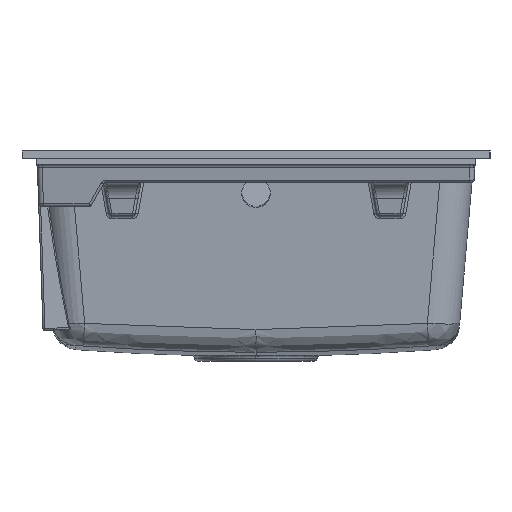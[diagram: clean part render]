
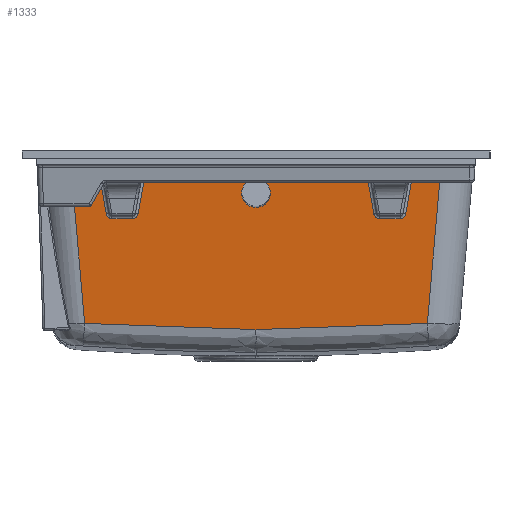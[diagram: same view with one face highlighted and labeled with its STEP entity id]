
A CAD part, left-side view. The second image highlights one B-rep face of the part: STEP entity #1333.
In plain terms, the highlighted planar face has unit normal (-0.996, 0, -0.087).
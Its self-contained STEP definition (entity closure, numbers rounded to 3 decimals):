
#378=FACE_BOUND('',#2610,.T.);
#379=FACE_BOUND('',#2611,.T.);
#784=B_SPLINE_CURVE_WITH_KNOTS('',3,(#16691,#16692,#16693,#16694),
 .UNSPECIFIED.,.F.,.F.,(4,4),(0.,1.),.UNSPECIFIED.);
#792=B_SPLINE_CURVE_WITH_KNOTS('',3,(#17132,#17133,#17134,#17135,#17136,
#17137),.UNSPECIFIED.,.F.,.F.,(4,2,4),(0.,0.5,1.),.UNSPECIFIED.);
#793=B_SPLINE_CURVE_WITH_KNOTS('',3,(#17150,#17151,#17152,#17153),
 .UNSPECIFIED.,.F.,.F.,(4,4),(0.,1.),.UNSPECIFIED.);
#1055=ELLIPSE('',#9566,6.023,6.);
#1056=ELLIPSE('',#9567,6.023,6.);
#1057=ELLIPSE('',#9568,6.023,6.);
#1058=ELLIPSE('',#9569,6.023,6.);
#1333=ADVANCED_FACE('',(#378,#379),#1757,.T.);
#1757=PLANE('',#9570);
#2610=EDGE_LOOP('',(#4559));
#2611=EDGE_LOOP('',(#4560,#4561,#4562,#4563,#4564,#4565,#4566,#4567,#4568,
#4569,#4570,#4571,#4572,#4573,#4574,#4575,#4576));
#3158=CIRCLE('',#9565,15.);
#4559=ORIENTED_EDGE('',*,*,#7665,.F.);
#4560=ORIENTED_EDGE('',*,*,#7666,.T.);
#4561=ORIENTED_EDGE('',*,*,#7667,.T.);
#4562=ORIENTED_EDGE('',*,*,#7668,.T.);
#4563=ORIENTED_EDGE('',*,*,#7669,.T.);
#4564=ORIENTED_EDGE('',*,*,#7670,.T.);
#4565=ORIENTED_EDGE('',*,*,#7671,.T.);
#4566=ORIENTED_EDGE('',*,*,#7672,.T.);
#4567=ORIENTED_EDGE('',*,*,#7673,.T.);
#4568=ORIENTED_EDGE('',*,*,#7650,.T.);
#4569=ORIENTED_EDGE('',*,*,#7657,.T.);
#4570=ORIENTED_EDGE('',*,*,#7674,.T.);
#4571=ORIENTED_EDGE('',*,*,#7675,.T.);
#4572=ORIENTED_EDGE('',*,*,#7676,.T.);
#4573=ORIENTED_EDGE('',*,*,#7677,.T.);
#4574=ORIENTED_EDGE('',*,*,#7678,.T.);
#4575=ORIENTED_EDGE('',*,*,#7679,.T.);
#4576=ORIENTED_EDGE('',*,*,#7680,.T.);
#6637=VERTEX_POINT('',#16533);
#6642=VERTEX_POINT('',#16578);
#6650=VERTEX_POINT('',#16690);
#6655=VERTEX_POINT('',#17128);
#6656=VERTEX_POINT('',#17130);
#6657=VERTEX_POINT('',#17131);
#6658=VERTEX_POINT('',#17138);
#6659=VERTEX_POINT('',#17140);
#6660=VERTEX_POINT('',#17142);
#6661=VERTEX_POINT('',#17144);
#6662=VERTEX_POINT('',#17146);
#6663=VERTEX_POINT('',#17148);
#6664=VERTEX_POINT('',#17154);
#6665=VERTEX_POINT('',#17156);
#6666=VERTEX_POINT('',#17158);
#6667=VERTEX_POINT('',#17160);
#6668=VERTEX_POINT('',#17162);
#6669=VERTEX_POINT('',#17164);
#7650=EDGE_CURVE('',#6637,#6642,#8585,.T.);
#7657=EDGE_CURVE('',#6642,#6650,#784,.T.);
#7665=EDGE_CURVE('',#6655,#6655,#3158,.T.);
#7666=EDGE_CURVE('',#6656,#6657,#8587,.T.);
#7667=EDGE_CURVE('',#6657,#6658,#792,.T.);
#7668=EDGE_CURVE('',#6658,#6659,#8588,.T.);
#7669=EDGE_CURVE('',#6659,#6660,#1055,.T.);
#7670=EDGE_CURVE('',#6660,#6661,#8589,.T.);
#7671=EDGE_CURVE('',#6661,#6662,#1056,.T.);
#7672=EDGE_CURVE('',#6662,#6663,#8590,.T.);
#7673=EDGE_CURVE('',#6663,#6637,#8591,.T.);
#7674=EDGE_CURVE('',#6650,#6664,#793,.T.);
#7675=EDGE_CURVE('',#6664,#6665,#8592,.T.);
#7676=EDGE_CURVE('',#6665,#6666,#8593,.T.);
#7677=EDGE_CURVE('',#6666,#6667,#8594,.T.);
#7678=EDGE_CURVE('',#6667,#6668,#1057,.T.);
#7679=EDGE_CURVE('',#6668,#6669,#8595,.T.);
#7680=EDGE_CURVE('',#6669,#6656,#1058,.T.);
#8585=LINE('',#16642,#8982);
#8587=LINE('',#17129,#8984);
#8588=LINE('',#17139,#8985);
#8589=LINE('',#17143,#8986);
#8590=LINE('',#17147,#8987);
#8591=LINE('',#17149,#8988);
#8592=LINE('',#17155,#8989);
#8593=LINE('',#17157,#8990);
#8594=LINE('',#17159,#8991);
#8595=LINE('',#17163,#8992);
#8982=VECTOR('',#11026,1.);
#8984=VECTOR('',#11036,1.);
#8985=VECTOR('',#11037,1.);
#8986=VECTOR('',#11040,1.);
#8987=VECTOR('',#11043,1.);
#8988=VECTOR('',#11044,1.);
#8989=VECTOR('',#11045,1.);
#8990=VECTOR('',#11046,1.);
#8991=VECTOR('',#11047,1.);
#8992=VECTOR('',#11050,1.);
#9565=AXIS2_PLACEMENT_3D('',#17127,#11034,#11035);
#9566=AXIS2_PLACEMENT_3D('',#17141,#11038,#11039);
#9567=AXIS2_PLACEMENT_3D('',#17145,#11041,#11042);
#9568=AXIS2_PLACEMENT_3D('',#17161,#11048,#11049);
#9569=AXIS2_PLACEMENT_3D('',#17165,#11051,#11052);
#9570=AXIS2_PLACEMENT_3D('',#17166,#11053,#11054);
#11026=DIRECTION('',(0.087,-0.087,-0.992));
#11034=DIRECTION('',(-0.996,0.,-0.087));
#11035=DIRECTION('',(-0.087,0.,0.996));
#11036=DIRECTION('',(-0.086,0.173,0.981));
#11037=DIRECTION('',(0.086,0.173,-0.981));
#11038=DIRECTION('',(0.996,0.,0.087));
#11039=DIRECTION('',(0.087,0.,-0.996));
#11040=DIRECTION('',(0.,1.,0.));
#11041=DIRECTION('',(0.996,0.,0.087));
#11042=DIRECTION('',(-0.087,0.,0.996));
#11043=DIRECTION('',(-0.086,0.173,0.981));
#11044=DIRECTION('',(0.,1.,0.));
#11045=DIRECTION('',(-0.087,-0.087,0.992));
#11046=DIRECTION('',(0.,1.,0.));
#11047=DIRECTION('',(0.086,0.173,-0.981));
#11048=DIRECTION('',(0.996,0.,0.087));
#11049=DIRECTION('',(0.087,0.,-0.996));
#11050=DIRECTION('',(0.,1.,0.));
#11051=DIRECTION('',(0.996,0.,0.087));
#11052=DIRECTION('',(-0.087,0.,0.996));
#11053=DIRECTION('',(-0.996,0.,-0.087));
#11054=DIRECTION('',(-0.087,0.,0.996));
#16533=CARTESIAN_POINT('',(47.458,193.671,-17.279));
#16578=CARTESIAN_POINT('',(61.746,179.384,-180.584));
#16642=CARTESIAN_POINT('',(49.145,191.985,-36.556));
#16690=CARTESIAN_POINT('',(62.308,0.,-187.014));
#16691=CARTESIAN_POINT('',(61.746,179.384,-180.584));
#16692=CARTESIAN_POINT('',(62.121,119.667,-184.876));
#16693=CARTESIAN_POINT('',(62.308,59.872,-187.012));
#16694=CARTESIAN_POINT('',(62.308,0.,-187.014));
#17127=CARTESIAN_POINT('',(49.811,0.,-44.171));
#17128=CARTESIAN_POINT('',(48.504,0.,-29.228));
#17129=CARTESIAN_POINT('',(48.2,-116.33,-25.752));
#17130=CARTESIAN_POINT('',(51.702,-123.388,-65.78));
#17131=CARTESIAN_POINT('',(48.155,-116.239,-25.241));
#17132=CARTESIAN_POINT('',(48.155,-116.239,-25.241));
#17133=CARTESIAN_POINT('',(48.153,-77.493,-25.22));
#17134=CARTESIAN_POINT('',(48.155,-38.746,-25.243));
#17135=CARTESIAN_POINT('',(48.155,38.746,-25.243));
#17136=CARTESIAN_POINT('',(48.153,77.493,-25.22));
#17137=CARTESIAN_POINT('',(48.155,116.239,-25.241));
#17138=CARTESIAN_POINT('',(48.155,116.239,-25.241));
#17139=CARTESIAN_POINT('',(51.723,123.432,-66.03));
#17140=CARTESIAN_POINT('',(51.702,123.388,-65.78));
#17141=CARTESIAN_POINT('',(51.61,129.296,-64.739));
#17142=CARTESIAN_POINT('',(52.135,129.296,-70.739));
#17143=CARTESIAN_POINT('',(52.135,150.919,-70.739));
#17144=CARTESIAN_POINT('',(52.135,150.919,-70.739));
#17145=CARTESIAN_POINT('',(51.61,150.919,-64.739));
#17146=CARTESIAN_POINT('',(51.702,156.828,-65.78));
#17147=CARTESIAN_POINT('',(47.522,165.251,-18.008));
#17148=CARTESIAN_POINT('',(47.458,165.38,-17.279));
#17149=CARTESIAN_POINT('',(47.458,-215.,-17.279));
#17150=CARTESIAN_POINT('',(62.308,0.,-187.014));
#17151=CARTESIAN_POINT('',(62.308,-59.872,-187.012));
#17152=CARTESIAN_POINT('',(62.121,-119.667,-184.876));
#17153=CARTESIAN_POINT('',(61.746,-179.384,-180.584));
#17154=CARTESIAN_POINT('',(61.746,-179.384,-180.584));
#17155=CARTESIAN_POINT('',(45.903,-195.226,0.497));
#17156=CARTESIAN_POINT('',(47.458,-193.671,-17.279));
#17157=CARTESIAN_POINT('',(47.458,215.,-17.279));
#17158=CARTESIAN_POINT('',(47.458,-165.38,-17.279));
#17159=CARTESIAN_POINT('',(51.723,-156.784,-66.03));
#17160=CARTESIAN_POINT('',(51.702,-156.828,-65.78));
#17161=CARTESIAN_POINT('',(51.61,-150.919,-64.739));
#17162=CARTESIAN_POINT('',(52.135,-150.919,-70.739));
#17163=CARTESIAN_POINT('',(52.135,-129.296,-70.739));
#17164=CARTESIAN_POINT('',(52.135,-129.296,-70.739));
#17165=CARTESIAN_POINT('',(51.61,-129.296,-64.739));
#17166=CARTESIAN_POINT('',(46.053,-215.,-1.22));
